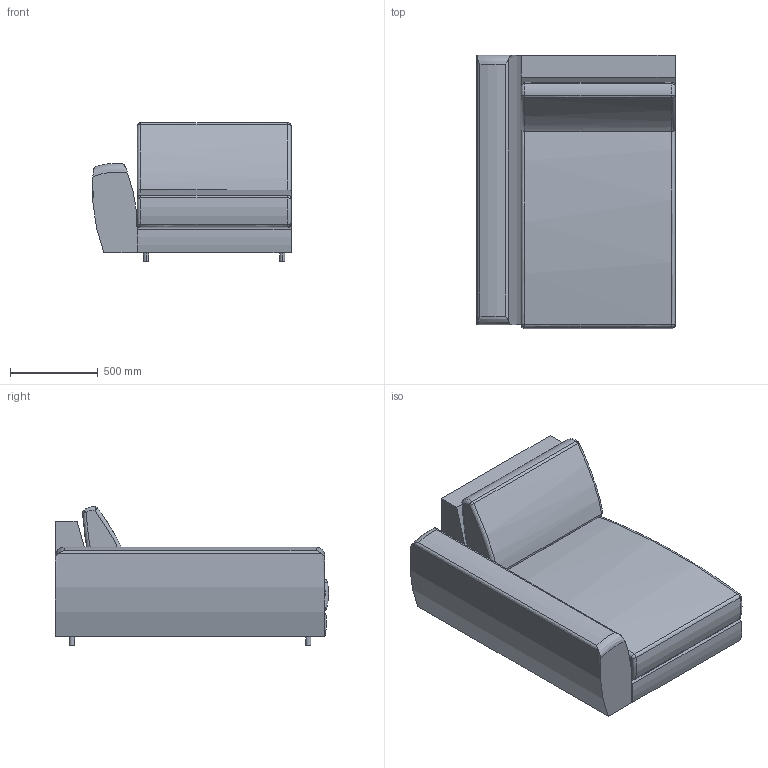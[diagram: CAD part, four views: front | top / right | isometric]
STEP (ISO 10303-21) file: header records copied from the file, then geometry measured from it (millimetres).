
FILE_DESCRIPTION(/* description */ (''),/* implementation_level */ '2;1');
FILE_NAME(/* name */ '800 Fashion chaise longue 105',/* time_stamp */ '2013-11-14T15:32:20+01:00',/* author */ (''),/* organization */ (''),/* preprocessor_version */ 'ST-DEVELOPER v10',/* originating_system */ '',/* authorisation */ '');
FILE_SCHEMA (('CONFIG_CONTROL_DESIGN'));
Length unit declared in the file: millimetre
Products named in the file (1): 1
Bounding box: 1132.77 x 1561.62 x 791.56 mm (x, y, z)
Volume: 465986776 mm3; surface area: 11000267.4 mm2
Topology: 7 solids, 8 shells, 89 faces, 174 edges, 100 vertices
Faces by surface type: bspline 89
Entity records: 3257 total; most frequent: CARTESIAN_POINT 2199, ORIENTED_EDGE 343, EDGE_CURVE 174, VERTEX_POINT 100, ADVANCED_FACE 89, FACE_OUTER_BOUND 89, EDGE_LOOP 89, B_SPLINE_CURVE_WITH_KNOTS 37
